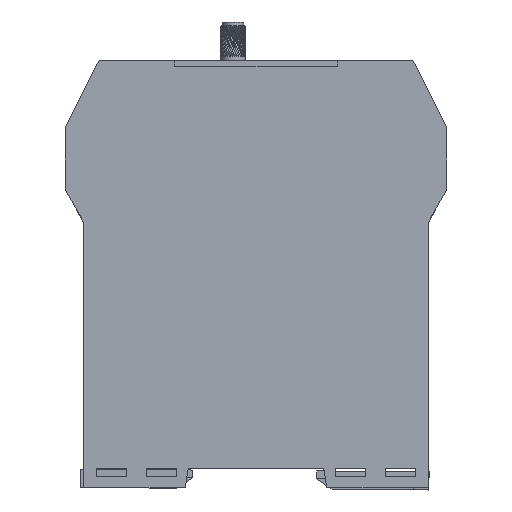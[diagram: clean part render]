
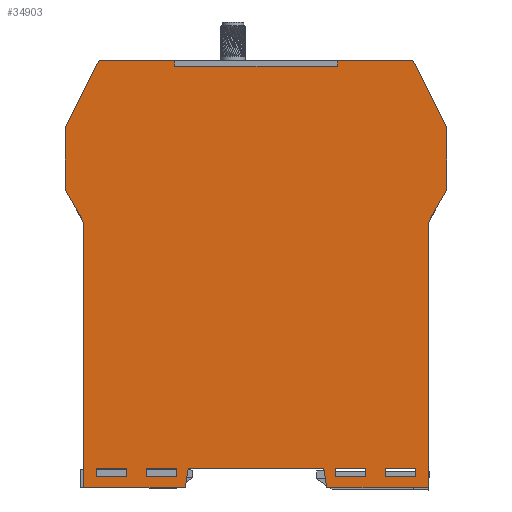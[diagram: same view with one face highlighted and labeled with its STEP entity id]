
A CAD part, top view. The second image highlights one B-rep face of the part: STEP entity #34903.
In plain terms, the highlighted planar face has unit normal (0, 0, 1).
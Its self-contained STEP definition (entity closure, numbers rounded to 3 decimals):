
#1221=LINE('',#49339,#5495);
#1225=LINE('',#49348,#5499);
#1229=LINE('',#49357,#5503);
#1233=LINE('',#49366,#5507);
#1247=LINE('',#49395,#5521);
#1251=LINE('',#49404,#5525);
#1255=LINE('',#49413,#5529);
#1259=LINE('',#49422,#5533);
#1279=LINE('',#49460,#5553);
#1290=LINE('',#49482,#5564);
#1303=LINE('',#49506,#5577);
#1314=LINE('',#49526,#5588);
#1322=LINE('',#49542,#5596);
#1349=LINE('',#49608,#5623);
#1351=LINE('',#49613,#5625);
#1737=LINE('',#50428,#6011);
#1740=LINE('',#50433,#6014);
#1742=LINE('',#50438,#6016);
#1744=LINE('',#50444,#6018);
#1746=LINE('',#50448,#6020);
#1748=LINE('',#50452,#6022);
#1750=LINE('',#50455,#6024);
#1751=LINE('',#50457,#6025);
#1752=LINE('',#50460,#6026);
#1754=LINE('',#50463,#6028);
#1755=LINE('',#50464,#6029);
#1756=LINE('',#50465,#6030);
#1757=LINE('',#50466,#6031);
#1758=LINE('',#50467,#6032);
#1760=LINE('',#50471,#6034);
#1762=LINE('',#50475,#6036);
#1764=LINE('',#50479,#6038);
#1766=LINE('',#50483,#6040);
#1768=LINE('',#50486,#6042);
#5495=VECTOR('',#39713,10.);
#5499=VECTOR('',#39719,10.);
#5503=VECTOR('',#39725,10.);
#5507=VECTOR('',#39731,10.);
#5521=VECTOR('',#39751,10.);
#5525=VECTOR('',#39757,10.);
#5529=VECTOR('',#39763,10.);
#5533=VECTOR('',#39769,10.);
#5553=VECTOR('',#39797,10.);
#5564=VECTOR('',#39816,10.);
#5577=VECTOR('',#39839,10.);
#5588=VECTOR('',#39858,10.);
#5596=VECTOR('',#39874,10.);
#5623=VECTOR('',#39917,10.);
#5625=VECTOR('',#39921,10.);
#6011=VECTOR('',#40685,10.);
#6014=VECTOR('',#40690,10.);
#6016=VECTOR('',#40694,10.);
#6018=VECTOR('',#40702,10.);
#6020=VECTOR('',#40706,10.);
#6022=VECTOR('',#40710,10.);
#6024=VECTOR('',#40714,10.);
#6025=VECTOR('',#40717,10.);
#6026=VECTOR('',#40720,10.);
#6028=VECTOR('',#40724,10.);
#6029=VECTOR('',#40725,10.);
#6030=VECTOR('',#40726,10.);
#6031=VECTOR('',#40727,10.);
#6032=VECTOR('',#40728,10.);
#6034=VECTOR('',#40732,10.);
#6036=VECTOR('',#40736,10.);
#6038=VECTOR('',#40740,10.);
#6040=VECTOR('',#40744,10.);
#6042=VECTOR('',#40748,10.);
#9763=PLANE('',#36927);
#11070=FACE_BOUND('',#13511,.T.);
#11071=FACE_BOUND('',#13512,.T.);
#11072=FACE_BOUND('',#13513,.T.);
#11073=FACE_BOUND('',#13514,.T.);
#11608=FACE_OUTER_BOUND('',#13510,.T.);
#13510=EDGE_LOOP('',(#26054,#26055,#26056,#26057,#26058,#26059,#26060,#26061,
#26062,#26063,#26064,#26065,#26066,#26067,#26068,#26069,#26070,#26071));
#13511=EDGE_LOOP('',(#26072,#26073,#26074,#26075));
#13512=EDGE_LOOP('',(#26076,#26077,#26078,#26079));
#13513=EDGE_LOOP('',(#26080,#26081,#26082,#26083));
#13514=EDGE_LOOP('',(#26084,#26085,#26086,#26087));
#16258=VERTEX_POINT('',#49337);
#16259=VERTEX_POINT('',#49338);
#16262=VERTEX_POINT('',#49346);
#16263=VERTEX_POINT('',#49347);
#16266=VERTEX_POINT('',#49355);
#16267=VERTEX_POINT('',#49356);
#16270=VERTEX_POINT('',#49364);
#16271=VERTEX_POINT('',#49365);
#16282=VERTEX_POINT('',#49393);
#16283=VERTEX_POINT('',#49394);
#16286=VERTEX_POINT('',#49402);
#16287=VERTEX_POINT('',#49403);
#16290=VERTEX_POINT('',#49411);
#16291=VERTEX_POINT('',#49412);
#16294=VERTEX_POINT('',#49420);
#16295=VERTEX_POINT('',#49421);
#16330=VERTEX_POINT('',#49539);
#16331=VERTEX_POINT('',#49541);
#16362=VERTEX_POINT('',#49606);
#16363=VERTEX_POINT('',#49610);
#16364=VERTEX_POINT('',#49612);
#16603=VERTEX_POINT('',#50425);
#16604=VERTEX_POINT('',#50427);
#16605=VERTEX_POINT('',#50431);
#16606=VERTEX_POINT('',#50435);
#16607=VERTEX_POINT('',#50437);
#16608=VERTEX_POINT('',#50443);
#16609=VERTEX_POINT('',#50447);
#16610=VERTEX_POINT('',#50451);
#16611=VERTEX_POINT('',#50459);
#16612=VERTEX_POINT('',#50470);
#16613=VERTEX_POINT('',#50474);
#16614=VERTEX_POINT('',#50478);
#16615=VERTEX_POINT('',#50482);
#19637=EDGE_CURVE('',#16258,#16259,#1221,.T.);
#19641=EDGE_CURVE('',#16262,#16263,#1225,.T.);
#19645=EDGE_CURVE('',#16266,#16267,#1229,.T.);
#19649=EDGE_CURVE('',#16270,#16271,#1233,.T.);
#19663=EDGE_CURVE('',#16282,#16283,#1247,.T.);
#19667=EDGE_CURVE('',#16286,#16287,#1251,.T.);
#19671=EDGE_CURVE('',#16290,#16291,#1255,.T.);
#19675=EDGE_CURVE('',#16294,#16295,#1259,.T.);
#19695=EDGE_CURVE('',#16271,#16266,#1279,.T.);
#19706=EDGE_CURVE('',#16263,#16258,#1290,.T.);
#19719=EDGE_CURVE('',#16287,#16282,#1303,.T.);
#19730=EDGE_CURVE('',#16295,#16290,#1314,.T.);
#19738=EDGE_CURVE('',#16330,#16331,#1322,.T.);
#19772=EDGE_CURVE('',#16362,#16330,#1349,.T.);
#19774=EDGE_CURVE('',#16363,#16364,#1351,.T.);
#20178=EDGE_CURVE('',#16603,#16604,#1737,.T.);
#20181=EDGE_CURVE('',#16605,#16603,#1740,.T.);
#20183=EDGE_CURVE('',#16606,#16607,#1742,.T.);
#20185=EDGE_CURVE('',#16607,#16608,#1744,.T.);
#20187=EDGE_CURVE('',#16608,#16609,#1746,.T.);
#20189=EDGE_CURVE('',#16609,#16610,#1748,.T.);
#20191=EDGE_CURVE('',#16610,#16605,#1750,.T.);
#20192=EDGE_CURVE('',#16604,#16362,#1751,.T.);
#20193=EDGE_CURVE('',#16331,#16611,#1752,.T.);
#20195=EDGE_CURVE('',#16291,#16294,#1754,.T.);
#20196=EDGE_CURVE('',#16283,#16286,#1755,.T.);
#20197=EDGE_CURVE('',#16611,#16363,#1756,.T.);
#20198=EDGE_CURVE('',#16267,#16270,#1757,.T.);
#20199=EDGE_CURVE('',#16259,#16262,#1758,.T.);
#20201=EDGE_CURVE('',#16364,#16612,#1760,.T.);
#20203=EDGE_CURVE('',#16612,#16613,#1762,.T.);
#20205=EDGE_CURVE('',#16613,#16614,#1764,.T.);
#20207=EDGE_CURVE('',#16614,#16615,#1766,.T.);
#20209=EDGE_CURVE('',#16615,#16606,#1768,.T.);
#26054=ORIENTED_EDGE('',*,*,#20185,.F.);
#26055=ORIENTED_EDGE('',*,*,#20183,.F.);
#26056=ORIENTED_EDGE('',*,*,#20209,.F.);
#26057=ORIENTED_EDGE('',*,*,#20207,.F.);
#26058=ORIENTED_EDGE('',*,*,#20205,.F.);
#26059=ORIENTED_EDGE('',*,*,#20203,.F.);
#26060=ORIENTED_EDGE('',*,*,#20201,.F.);
#26061=ORIENTED_EDGE('',*,*,#19774,.F.);
#26062=ORIENTED_EDGE('',*,*,#20197,.F.);
#26063=ORIENTED_EDGE('',*,*,#20193,.F.);
#26064=ORIENTED_EDGE('',*,*,#19738,.F.);
#26065=ORIENTED_EDGE('',*,*,#19772,.F.);
#26066=ORIENTED_EDGE('',*,*,#20192,.F.);
#26067=ORIENTED_EDGE('',*,*,#20178,.F.);
#26068=ORIENTED_EDGE('',*,*,#20181,.F.);
#26069=ORIENTED_EDGE('',*,*,#20191,.F.);
#26070=ORIENTED_EDGE('',*,*,#20189,.F.);
#26071=ORIENTED_EDGE('',*,*,#20187,.F.);
#26072=ORIENTED_EDGE('',*,*,#19641,.T.);
#26073=ORIENTED_EDGE('',*,*,#19706,.T.);
#26074=ORIENTED_EDGE('',*,*,#19637,.T.);
#26075=ORIENTED_EDGE('',*,*,#20199,.T.);
#26076=ORIENTED_EDGE('',*,*,#19649,.T.);
#26077=ORIENTED_EDGE('',*,*,#19695,.T.);
#26078=ORIENTED_EDGE('',*,*,#19645,.T.);
#26079=ORIENTED_EDGE('',*,*,#20198,.T.);
#26080=ORIENTED_EDGE('',*,*,#19667,.T.);
#26081=ORIENTED_EDGE('',*,*,#19719,.T.);
#26082=ORIENTED_EDGE('',*,*,#19663,.T.);
#26083=ORIENTED_EDGE('',*,*,#20196,.T.);
#26084=ORIENTED_EDGE('',*,*,#19675,.T.);
#26085=ORIENTED_EDGE('',*,*,#19730,.T.);
#26086=ORIENTED_EDGE('',*,*,#19671,.T.);
#26087=ORIENTED_EDGE('',*,*,#20195,.T.);
#34903=ADVANCED_FACE('',(#11608,#11070,#11071,#11072,#11073),#9763,.T.);
#36927=AXIS2_PLACEMENT_3D('',#50487,#40749,#40750);
#39713=DIRECTION('',(0.,1.,0.));
#39719=DIRECTION('',(0.,-1.,0.));
#39725=DIRECTION('',(0.,1.,0.));
#39731=DIRECTION('',(0.,-1.,0.));
#39751=DIRECTION('',(0.,1.,0.));
#39757=DIRECTION('',(0.,-1.,0.));
#39763=DIRECTION('',(0.,1.,0.));
#39769=DIRECTION('',(0.,-1.,0.));
#39797=DIRECTION('',(-1.,0.,0.));
#39816=DIRECTION('',(-1.,0.,0.));
#39839=DIRECTION('',(-1.,0.,0.));
#39858=DIRECTION('',(-1.,0.,0.));
#39874=DIRECTION('',(-1.,0.,0.));
#39917=DIRECTION('',(0.,-1.,0.));
#39921=DIRECTION('',(-0.148,-0.989,0.));
#40685=DIRECTION('',(0.,-1.,0.));
#40690=DIRECTION('',(0.451,-0.892,0.));
#40694=DIRECTION('',(1.,0.,0.));
#40702=DIRECTION('',(0.,-1.,0.));
#40706=DIRECTION('',(1.,0.,0.));
#40710=DIRECTION('',(0.,1.,0.));
#40714=DIRECTION('',(1.,0.,0.));
#40717=DIRECTION('',(-0.49,-0.872,0.));
#40720=DIRECTION('',(-0.148,0.989,0.));
#40724=DIRECTION('',(1.,0.,0.));
#40725=DIRECTION('',(1.,0.,0.));
#40726=DIRECTION('',(-1.,0.,0.));
#40727=DIRECTION('',(1.,0.,0.));
#40728=DIRECTION('',(1.,0.,0.));
#40732=DIRECTION('',(-1.,0.,0.));
#40736=DIRECTION('',(0.,1.,0.));
#40740=DIRECTION('',(-0.49,0.872,0.));
#40744=DIRECTION('',(0.,1.,0.));
#40748=DIRECTION('',(0.451,0.892,0.));
#40749=DIRECTION('center_axis',(0.,0.,1.));
#40750=DIRECTION('ref_axis',(1.,0.,0.));
#49337=CARTESIAN_POINT('',(-0.7,-107.25,8.75));
#49338=CARTESIAN_POINT('',(-0.7,-105.15,8.75));
#49339=CARTESIAN_POINT('',(-0.7,-81.623,8.75));
#49346=CARTESIAN_POINT('',(7.2,-105.15,8.75));
#49347=CARTESIAN_POINT('',(7.2,-107.25,8.75));
#49348=CARTESIAN_POINT('',(7.2,-80.573,8.75));
#49355=CARTESIAN_POINT('',(12.2,-107.25,8.75));
#49356=CARTESIAN_POINT('',(12.2,-105.15,8.75));
#49357=CARTESIAN_POINT('',(12.2,-81.623,8.75));
#49364=CARTESIAN_POINT('',(20.1,-105.15,8.75));
#49365=CARTESIAN_POINT('',(20.1,-107.25,8.75));
#49366=CARTESIAN_POINT('',(20.1,-80.573,8.75));
#49393=CARTESIAN_POINT('',(60.9,-107.25,8.75));
#49394=CARTESIAN_POINT('',(60.9,-105.15,8.75));
#49395=CARTESIAN_POINT('',(60.9,-81.623,8.75));
#49402=CARTESIAN_POINT('',(68.8,-105.15,8.75));
#49403=CARTESIAN_POINT('',(68.8,-107.25,8.75));
#49404=CARTESIAN_POINT('',(68.8,-80.573,8.75));
#49411=CARTESIAN_POINT('',(73.8,-107.25,8.75));
#49412=CARTESIAN_POINT('',(73.8,-105.15,8.75));
#49413=CARTESIAN_POINT('',(73.8,-81.623,8.75));
#49420=CARTESIAN_POINT('',(81.7,-105.15,8.75));
#49421=CARTESIAN_POINT('',(81.7,-107.25,8.75));
#49422=CARTESIAN_POINT('',(81.7,-80.573,8.75));
#49460=CARTESIAN_POINT('',(30.3,-107.25,8.75));
#49482=CARTESIAN_POINT('',(23.85,-107.25,8.75));
#49506=CARTESIAN_POINT('',(54.65,-107.25,8.75));
#49526=CARTESIAN_POINT('',(61.1,-107.25,8.75));
#49539=CARTESIAN_POINT('',(85.,-110.15,8.75));
#49541=CARTESIAN_POINT('',(58.75,-110.15,8.75));
#49542=CARTESIAN_POINT('',(85.,-110.15,8.75));
#49606=CARTESIAN_POINT('',(85.,-41.65,8.75));
#49608=CARTESIAN_POINT('',(85.,-41.65,8.75));
#49610=CARTESIAN_POINT('',(23.,-105.15,8.75));
#49612=CARTESIAN_POINT('',(22.25,-110.15,8.75));
#49613=CARTESIAN_POINT('',(23.,-105.15,8.75));
#50425=CARTESIAN_POINT('',(89.75,-17.3,8.75));
#50427=CARTESIAN_POINT('',(89.75,-33.2,8.75));
#50428=CARTESIAN_POINT('',(89.75,-17.3,8.75));
#50431=CARTESIAN_POINT('',(81.,0.,8.75));
#50433=CARTESIAN_POINT('',(81.,0.,8.75));
#50435=CARTESIAN_POINT('',(0.,0.,8.75));
#50437=CARTESIAN_POINT('',(19.6,0.,8.75));
#50438=CARTESIAN_POINT('',(0.,0.,8.75));
#50443=CARTESIAN_POINT('',(19.6,-1.5,8.75));
#50444=CARTESIAN_POINT('',(19.6,0.,8.75));
#50447=CARTESIAN_POINT('',(61.4,-1.5,8.75));
#50448=CARTESIAN_POINT('',(19.6,-1.5,8.75));
#50451=CARTESIAN_POINT('',(61.4,0.,8.75));
#50452=CARTESIAN_POINT('',(61.4,-1.5,8.75));
#50455=CARTESIAN_POINT('',(61.4,0.,8.75));
#50457=CARTESIAN_POINT('',(89.75,-33.2,8.75));
#50459=CARTESIAN_POINT('',(58.,-105.15,8.75));
#50460=CARTESIAN_POINT('',(58.75,-110.15,8.75));
#50463=CARTESIAN_POINT('',(57.15,-105.15,8.75));
#50464=CARTESIAN_POINT('',(50.7,-105.15,8.75));
#50465=CARTESIAN_POINT('',(58.,-105.15,8.75));
#50466=CARTESIAN_POINT('',(26.35,-105.15,8.75));
#50467=CARTESIAN_POINT('',(19.9,-105.15,8.75));
#50470=CARTESIAN_POINT('',(-4.,-110.15,8.75));
#50471=CARTESIAN_POINT('',(22.25,-110.15,8.75));
#50474=CARTESIAN_POINT('',(-4.,-41.65,8.75));
#50475=CARTESIAN_POINT('',(-4.,-110.15,8.75));
#50478=CARTESIAN_POINT('',(-8.75,-33.2,8.75));
#50479=CARTESIAN_POINT('',(-4.,-41.65,8.75));
#50482=CARTESIAN_POINT('',(-8.75,-17.3,8.75));
#50483=CARTESIAN_POINT('',(-8.75,-33.2,8.75));
#50486=CARTESIAN_POINT('',(-8.75,-17.3,8.75));
#50487=CARTESIAN_POINT('Origin',(40.5,-55.997,8.75));
